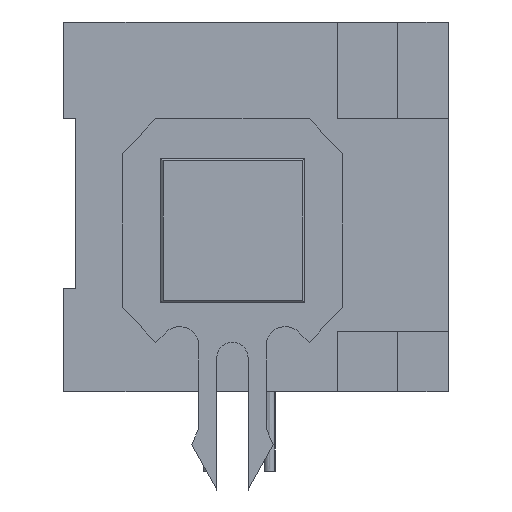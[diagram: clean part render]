
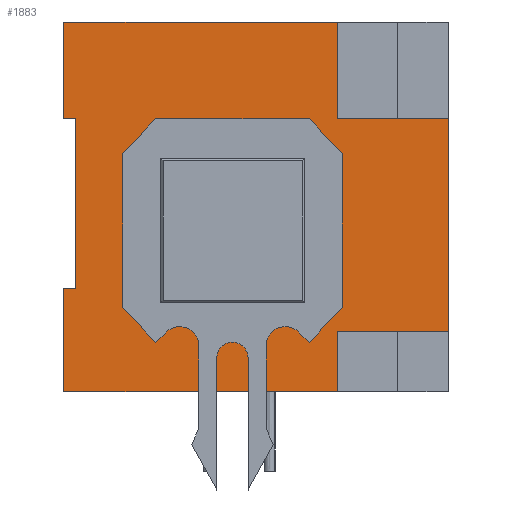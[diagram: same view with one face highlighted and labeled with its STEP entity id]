
A CAD part, left-side view. The second image highlights one B-rep face of the part: STEP entity #1883.
In plain terms, the highlighted planar face has unit normal (-1, 0, 0).
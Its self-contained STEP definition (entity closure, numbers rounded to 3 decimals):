
#1883 = ADVANCED_FACE( '', ( #3888, #3889 ), #3890, .T. );
#3888 = FACE_BOUND( '', #7039, .T. );
#3889 = FACE_OUTER_BOUND( '', #7040, .T. );
#3890 = PLANE( '', #7041 );
#7039 = EDGE_LOOP( '', ( #14709, #14710, #14711, #14712 ) );
#7040 = EDGE_LOOP( '', ( #14713, #14714, #14715, #14716, #14717, #14718, #14719, #14720, #14721, #14722, #14723, #14724 ) );
#7041 = AXIS2_PLACEMENT_3D( '', #14725, #14726, #14727 );
#14709 = ORIENTED_EDGE( '', *, *, #20118, .T. );
#14710 = ORIENTED_EDGE( '', *, *, #19944, .T. );
#14711 = ORIENTED_EDGE( '', *, *, #19417, .T. );
#14712 = ORIENTED_EDGE( '', *, *, #20285, .T. );
#14713 = ORIENTED_EDGE( '', *, *, #19795, .T. );
#14714 = ORIENTED_EDGE( '', *, *, #19953, .F. );
#14715 = ORIENTED_EDGE( '', *, *, #18798, .T. );
#14716 = ORIENTED_EDGE( '', *, *, #18751, .T. );
#14717 = ORIENTED_EDGE( '', *, *, #20286, .T. );
#14718 = ORIENTED_EDGE( '', *, *, #20287, .T. );
#14719 = ORIENTED_EDGE( '', *, *, #19103, .F. );
#14720 = ORIENTED_EDGE( '', *, *, #18804, .F. );
#14721 = ORIENTED_EDGE( '', *, *, #19896, .T. );
#14722 = ORIENTED_EDGE( '', *, *, #19504, .F. );
#14723 = ORIENTED_EDGE( '', *, *, #20288, .F. );
#14724 = ORIENTED_EDGE( '', *, *, #20289, .T. );
#14725 = CARTESIAN_POINT( '', ( -7.1, 0., 0. ) );
#14726 = DIRECTION( '', ( -1., 0., 0. ) );
#14727 = DIRECTION( '', ( 0., 0., 1. ) );
#18751 = EDGE_CURVE( '', #22148, #22145, #22149, .T. );
#18798 = EDGE_CURVE( '', #22229, #22148, #22230, .T. );
#18804 = EDGE_CURVE( '', #22239, #22240, #22241, .T. );
#19103 = EDGE_CURVE( '', #22240, #22749, #22750, .T. );
#19417 = EDGE_CURVE( '', #23271, #23274, #23276, .T. );
#19504 = EDGE_CURVE( '', #23401, #23402, #23403, .T. );
#19795 = EDGE_CURVE( '', #23862, #23860, #23863, .T. );
#19896 = EDGE_CURVE( '', #22239, #23402, #24017, .T. );
#19944 = EDGE_CURVE( '', #24081, #23271, #24084, .T. );
#19953 = EDGE_CURVE( '', #22229, #23860, #24095, .T. );
#20118 = EDGE_CURVE( '', #24333, #24081, #24336, .T. );
#20285 = EDGE_CURVE( '', #23274, #24333, #24555, .T. );
#20286 = EDGE_CURVE( '', #22145, #24556, #24557, .T. );
#20287 = EDGE_CURVE( '', #24556, #22749, #24558, .T. );
#20288 = EDGE_CURVE( '', #24559, #23401, #24560, .T. );
#20289 = EDGE_CURVE( '', #24559, #23862, #24561, .T. );
#22145 = VERTEX_POINT( '', #27010 );
#22148 = VERTEX_POINT( '', #27014 );
#22149 = LINE( '', #27015, #27016 );
#22229 = VERTEX_POINT( '', #27133 );
#22230 = LINE( '', #27134, #27135 );
#22239 = VERTEX_POINT( '', #27148 );
#22240 = VERTEX_POINT( '', #27149 );
#22241 = LINE( '', #27150, #27151 );
#22749 = VERTEX_POINT( '', #27879 );
#22750 = LINE( '', #27880, #27881 );
#23271 = VERTEX_POINT( '', #28651 );
#23274 = VERTEX_POINT( '', #28656 );
#23276 = LINE( '', #28659, #28660 );
#23401 = VERTEX_POINT( '', #28846 );
#23402 = VERTEX_POINT( '', #28847 );
#23403 = LINE( '', #28848, #28849 );
#23860 = VERTEX_POINT( '', #29528 );
#23862 = VERTEX_POINT( '', #29531 );
#23863 = LINE( '', #29532, #29533 );
#24017 = LINE( '', #29761, #29762 );
#24081 = VERTEX_POINT( '', #29856 );
#24084 = LINE( '', #29861, #29862 );
#24095 = LINE( '', #29877, #29878 );
#24333 = VERTEX_POINT( '', #30227 );
#24336 = LINE( '', #30232, #30233 );
#24555 = LINE( '', #30560, #30561 );
#24556 = VERTEX_POINT( '', #30562 );
#24557 = LINE( '', #30563, #30564 );
#24558 = LINE( '', #30565, #30566 );
#24559 = VERTEX_POINT( '', #30567 );
#24560 = LINE( '', #30568, #30569 );
#24561 = LINE( '', #30570, #30571 );
#27010 = CARTESIAN_POINT( '', ( -7.1, 8., -3.4 ) );
#27014 = CARTESIAN_POINT( '', ( -7.1, 7.5, -3.4 ) );
#27015 = CARTESIAN_POINT( '', ( -7.1, 7.5, -3.4 ) );
#27016 = VECTOR( '', #32541, 1000. );
#27133 = CARTESIAN_POINT( '', ( -7.1, 7.5, 3.7 ) );
#27134 = CARTESIAN_POINT( '', ( -7.1, 7.5, 3.7 ) );
#27135 = VECTOR( '', #32582, 1000. );
#27148 = CARTESIAN_POINT( '', ( -7.1, -8., -5.2 ) );
#27149 = CARTESIAN_POINT( '', ( -7.1, -3.4, -5.2 ) );
#27150 = CARTESIAN_POINT( '', ( -7.1, -5.9, -5.2 ) );
#27151 = VECTOR( '', #32587, 1000. );
#27879 = CARTESIAN_POINT( '', ( -7.1, -3.4, -7.7 ) );
#27880 = CARTESIAN_POINT( '', ( -7.1, -3.4, -5.2 ) );
#27881 = VECTOR( '', #32886, 1000. );
#28651 = CARTESIAN_POINT( '', ( -7.1, 3.97, -3.98 ) );
#28656 = CARTESIAN_POINT( '', ( -7.1, 3.97, 2.02 ) );
#28659 = CARTESIAN_POINT( '', ( -7.1, 3.97, -3.98 ) );
#28660 = VECTOR( '', #33181, 1000. );
#28846 = CARTESIAN_POINT( '', ( -7.1, -3.4, 3.7 ) );
#28847 = CARTESIAN_POINT( '', ( -7.1, -8., 3.7 ) );
#28848 = CARTESIAN_POINT( '', ( -7.1, -3.4, 3.7 ) );
#28849 = VECTOR( '', #33249, 1000. );
#29528 = CARTESIAN_POINT( '', ( -7.1, 8., 3.7 ) );
#29531 = CARTESIAN_POINT( '', ( -7.1, 8., 7.7 ) );
#29532 = CARTESIAN_POINT( '', ( -7.1, 8., 7.7 ) );
#29533 = VECTOR( '', #33533, 1000. );
#29761 = CARTESIAN_POINT( '', ( -7.1, -8., -7.7 ) );
#29762 = VECTOR( '', #33635, 1000. );
#29856 = CARTESIAN_POINT( '', ( -7.1, -2.03, -3.98 ) );
#29861 = CARTESIAN_POINT( '', ( -7.1, -2.03, -3.98 ) );
#29862 = VECTOR( '', #33677, 1000. );
#29877 = CARTESIAN_POINT( '', ( -7.1, 7.5, 3.7 ) );
#29878 = VECTOR( '', #33685, 1000. );
#30227 = CARTESIAN_POINT( '', ( -7.1, -2.03, 2.02 ) );
#30232 = CARTESIAN_POINT( '', ( -7.1, -2.03, 2.02 ) );
#30233 = VECTOR( '', #33838, 1000. );
#30560 = CARTESIAN_POINT( '', ( -7.1, 3.97, 2.02 ) );
#30561 = VECTOR( '', #33980, 1000. );
#30562 = CARTESIAN_POINT( '', ( -7.1, 8., -7.7 ) );
#30563 = CARTESIAN_POINT( '', ( -7.1, 8., 7.7 ) );
#30564 = VECTOR( '', #33981, 1000. );
#30565 = CARTESIAN_POINT( '', ( -7.1, 8., -7.7 ) );
#30566 = VECTOR( '', #33982, 1000. );
#30567 = CARTESIAN_POINT( '', ( -7.1, -3.4, 7.7 ) );
#30568 = CARTESIAN_POINT( '', ( -7.1, -3.4, 7.7 ) );
#30569 = VECTOR( '', #33983, 1000. );
#30570 = CARTESIAN_POINT( '', ( -7.1, -8., 7.7 ) );
#30571 = VECTOR( '', #33984, 1000. );
#32541 = DIRECTION( '', ( 0., 1., 0. ) );
#32582 = DIRECTION( '', ( 0., 0., -1. ) );
#32587 = DIRECTION( '', ( 0., 1., 0. ) );
#32886 = DIRECTION( '', ( 0., 0., -1. ) );
#33181 = DIRECTION( '', ( 0., 0., 1. ) );
#33249 = DIRECTION( '', ( 0., -1., 0. ) );
#33533 = DIRECTION( '', ( 0., 0., -1. ) );
#33635 = DIRECTION( '', ( 0., 0., 1. ) );
#33677 = DIRECTION( '', ( 0., 1., 0. ) );
#33685 = DIRECTION( '', ( 0., 1., 0. ) );
#33838 = DIRECTION( '', ( 0., 0., -1. ) );
#33980 = DIRECTION( '', ( 0., -1., 0. ) );
#33981 = DIRECTION( '', ( 0., 0., -1. ) );
#33982 = DIRECTION( '', ( 0., -1., 0. ) );
#33983 = DIRECTION( '', ( 0., 0., -1. ) );
#33984 = DIRECTION( '', ( 0., 1., 0. ) );
